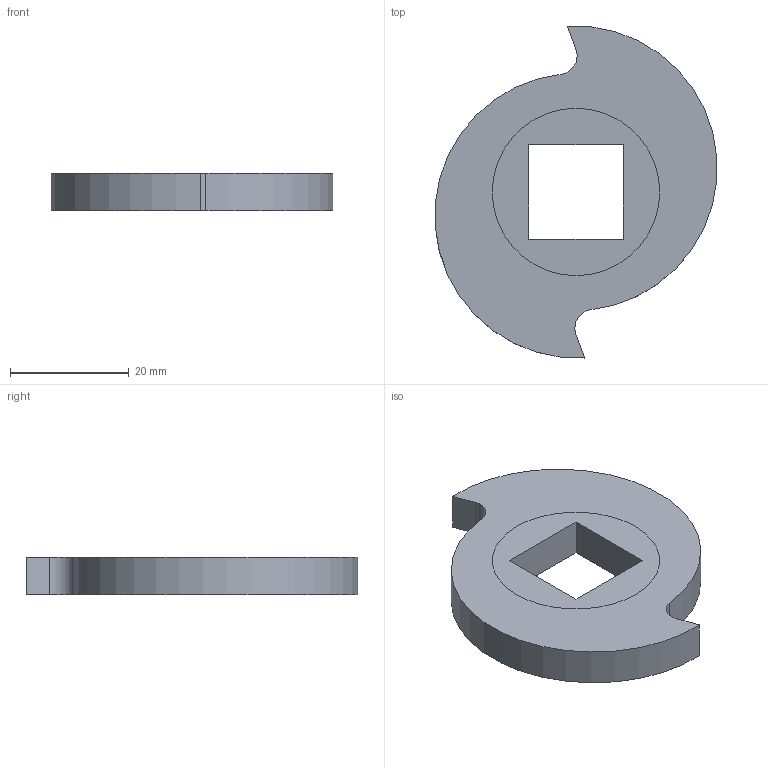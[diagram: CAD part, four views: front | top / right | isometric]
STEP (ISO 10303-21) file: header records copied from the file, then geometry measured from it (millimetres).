
FILE_DESCRIPTION(/* description */ (''),/* implementation_level */ '2;1');
FILE_NAME(/* name */ 'Shaves.step',/* time_stamp */ '2025-09-25T19:27:25-06:00',/* author */ (''),/* organization */ (''),/* preprocessor_version */ 'ST-DEVELOPER v20.1',/* originating_system */ 'Autodesk Translation Framework v14.17.0.0',/* authorisation */ '');
FILE_SCHEMA (('AUTOMOTIVE_DESIGN { 1 0 10303 214 3 1 1 }'));
Length unit declared in the file: millimetre
Products named in the file (3): Navajas; Navaja; Spacer
Assembly tree (2 placements, depth 2):
  Navajas
    Navaja
    Spacer
Bounding box: 47.44 x 55.93 x 6.35 mm (x, y, z)
Volume: 12185.9 mm3; surface area: 6270.4 mm2
Topology: 2 solids, 2 shells, 19 faces, 45 edges, 30 vertices
Faces by surface type: plane 14, cylinder 5
Full cylindrical faces by diameter (mm): 28.22 x1
Entity records: 649 total; most frequent: DIRECTION 103, CARTESIAN_POINT 99, ORIENTED_EDGE 90, EDGE_CURVE 45, LINE 35, VECTOR 35, AXIS2_PLACEMENT_3D 34, VERTEX_POINT 30
